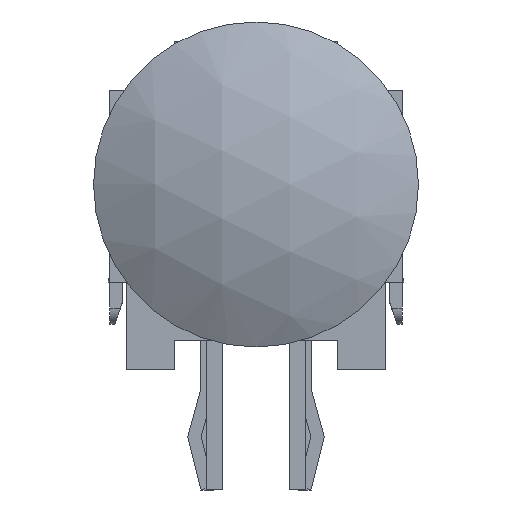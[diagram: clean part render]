
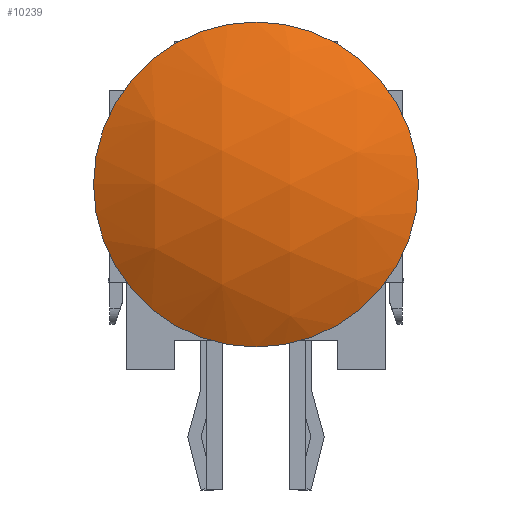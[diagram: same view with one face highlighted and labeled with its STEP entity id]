
A CAD part, left-side view. The second image highlights one B-rep face of the part: STEP entity #10239.
In plain terms, the highlighted spherical face has radius 9.629 mm.
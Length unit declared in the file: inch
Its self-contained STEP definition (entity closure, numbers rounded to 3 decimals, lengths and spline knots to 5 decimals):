
#19=SPHERICAL_SURFACE('',#10877,0.37908);
#1022=FACE_OUTER_BOUND('',#1548,.T.);
#1548=EDGE_LOOP('',(#9199));
#4161=CIRCLE('',#10878,0.19685);
#5069=VERTEX_POINT('',#18599);
#6446=EDGE_CURVE('',#5069,#5069,#4161,.T.);
#9199=ORIENTED_EDGE('',*,*,#6446,.F.);
#10239=ADVANCED_FACE('',(#1022),#19,.T.);
#10877=AXIS2_PLACEMENT_3D('',#18598,#13358,#13359);
#10878=AXIS2_PLACEMENT_3D('',#18600,#13360,#13361);
#13358=DIRECTION('center_axis',(0.,-1.,0.));
#13359=DIRECTION('ref_axis',(0.,0.,1.));
#13360=DIRECTION('center_axis',(1.,0.,0.));
#13361=DIRECTION('ref_axis',(0.,0.,1.));
#18598=CARTESIAN_POINT('Origin',(-0.39848,0.,
0.11813));
#18599=CARTESIAN_POINT('',(-0.72244,0.,-0.07872));
#18600=CARTESIAN_POINT('Origin',(-0.72244,0.,
0.11813));
